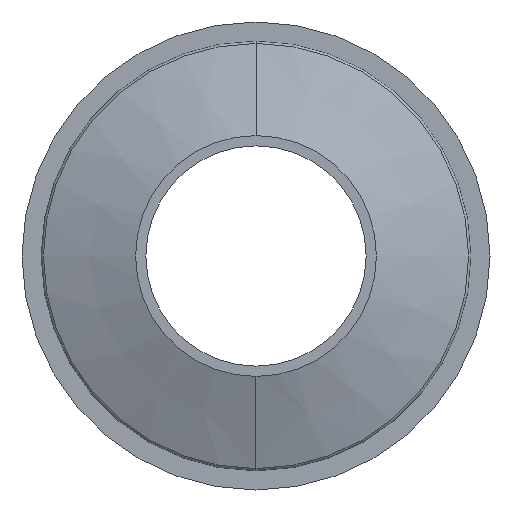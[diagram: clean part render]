
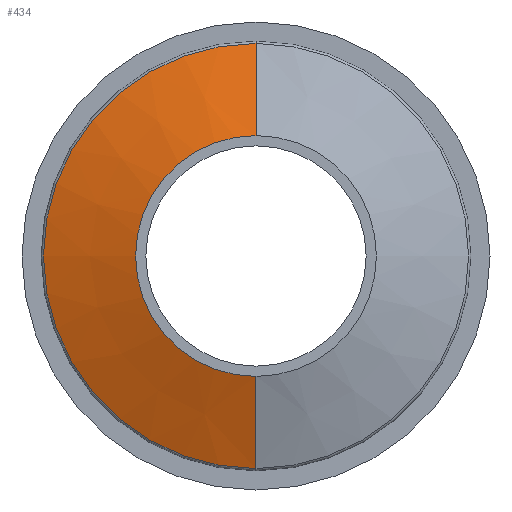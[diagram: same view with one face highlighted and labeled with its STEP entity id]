
A CAD part, left-side view. The second image highlights one B-rep face of the part: STEP entity #434.
In plain terms, the highlighted conical face has half-angle 70 degrees and reference radius 30.884 mm.
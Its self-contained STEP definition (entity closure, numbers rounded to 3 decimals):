
#11 = DIRECTION ( 'NONE',  ( 0., 0., 1. ) ) ;
#44 = DIRECTION ( 'NONE',  ( 0., 0., 1. ) ) ;
#56 = EDGE_LOOP ( 'NONE', ( #338, #512, #117, #131 ) ) ;
#83 = CARTESIAN_POINT ( 'NONE',  ( -7.648, 0., 30.884 ) ) ;
#109 = DIRECTION ( 'NONE',  ( 0., 0., -1. ) ) ;
#117 = ORIENTED_EDGE ( 'NONE', *, *, #332, .T. ) ;
#119 = VERTEX_POINT ( 'NONE', #511 ) ;
#131 = ORIENTED_EDGE ( 'NONE', *, *, #217, .F. ) ;
#132 = AXIS2_PLACEMENT_3D ( 'NONE', #437, #183, #109 ) ;
#162 = CARTESIAN_POINT ( 'NONE',  ( -12.519, 0., -17.5 ) ) ;
#165 = CARTESIAN_POINT ( 'NONE',  ( -7.648, 0., -30.884 ) ) ;
#179 = CONICAL_SURFACE ( 'NONE', #132, 30.884, 1.222 ) ;
#183 = DIRECTION ( 'NONE',  ( 1., 0., 0. ) ) ;
#197 = CARTESIAN_POINT ( 'NONE',  ( -7.648, 0., 0. ) ) ;
#203 = VECTOR ( 'NONE', #234, 1000. ) ;
#217 = EDGE_CURVE ( 'NONE', #367, #457, #500, .T. ) ;
#234 = DIRECTION ( 'NONE',  ( 0.342, 0., -0.94 ) ) ;
#255 = AXIS2_PLACEMENT_3D ( 'NONE', #376, #403, #44 ) ;
#270 = EDGE_CURVE ( 'NONE', #299, #367, #481, .T. ) ;
#299 = VERTEX_POINT ( 'NONE', #325 ) ;
#309 = FACE_OUTER_BOUND ( 'NONE', #56, .T. ) ;
#320 = AXIS2_PLACEMENT_3D ( 'NONE', #197, #362, #11 ) ;
#325 = CARTESIAN_POINT ( 'NONE',  ( -12.519, 0., 17.5 ) ) ;
#332 = EDGE_CURVE ( 'NONE', #119, #457, #379, .T. ) ;
#338 = ORIENTED_EDGE ( 'NONE', *, *, #270, .F. ) ;
#342 = VECTOR ( 'NONE', #354, 1000. ) ;
#349 = CARTESIAN_POINT ( 'NONE',  ( -7.648, 0., -30.884 ) ) ;
#354 = DIRECTION ( 'NONE',  ( 0.342, 0., 0.94 ) ) ;
#362 = DIRECTION ( 'NONE',  ( -1., 0., 0. ) ) ;
#367 = VERTEX_POINT ( 'NONE', #162 ) ;
#376 = CARTESIAN_POINT ( 'NONE',  ( -12.519, 0., 0. ) ) ;
#379 = CIRCLE ( 'NONE', #320, 30.884 ) ;
#397 = EDGE_CURVE ( 'NONE', #299, #119, #409, .T. ) ;
#403 = DIRECTION ( 'NONE',  ( -1., 0., 0. ) ) ;
#409 = LINE ( 'NONE', #83, #342 ) ;
#434 = ADVANCED_FACE ( 'NONE', ( #309 ), #179, .T. ) ;
#437 = CARTESIAN_POINT ( 'NONE',  ( -7.648, 0., 0. ) ) ;
#457 = VERTEX_POINT ( 'NONE', #349 ) ;
#481 = CIRCLE ( 'NONE', #255, 17.5 ) ;
#500 = LINE ( 'NONE', #165, #203 ) ;
#511 = CARTESIAN_POINT ( 'NONE',  ( -7.648, 0., 30.884 ) ) ;
#512 = ORIENTED_EDGE ( 'NONE', *, *, #397, .T. ) ;
